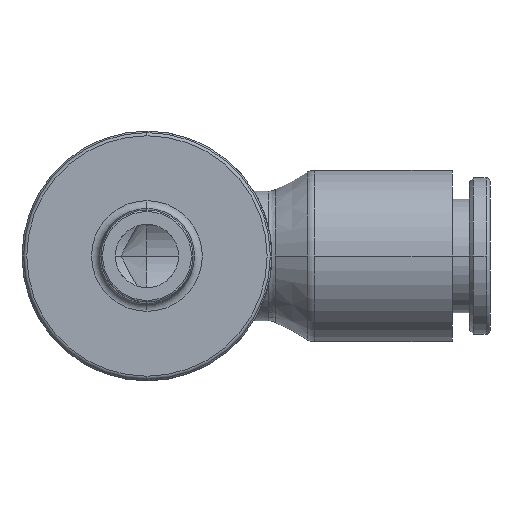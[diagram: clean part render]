
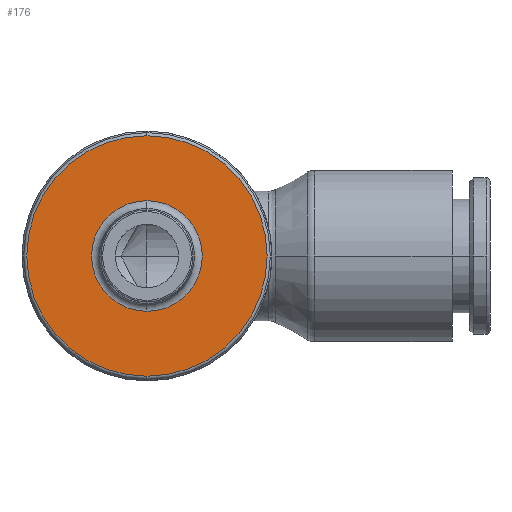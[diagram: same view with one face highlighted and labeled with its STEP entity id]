
A CAD part, front view. The second image highlights one B-rep face of the part: STEP entity #176.
In plain terms, the highlighted planar face has unit normal (0, -1, 0).
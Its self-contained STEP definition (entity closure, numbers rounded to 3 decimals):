
#176=ADVANCED_FACE('',(#455,#456),#457,.T.);
#455=FACE_OUTER_BOUND('',#746,.T.);
#456=FACE_BOUND('',#747,.T.);
#457=PLANE('',#748);
#746=EDGE_LOOP('',(#1834,#1835,#1836));
#747=EDGE_LOOP('',(#1837,#1838,#1839));
#748=AXIS2_PLACEMENT_3D('',#1840,#1841,#1842);
#1834=ORIENTED_EDGE('',*,*,#2287,.F.);
#1835=ORIENTED_EDGE('',*,*,#2288,.F.);
#1836=ORIENTED_EDGE('',*,*,#2008,.F.);
#1837=ORIENTED_EDGE('',*,*,#2015,.T.);
#1838=ORIENTED_EDGE('',*,*,#2286,.T.);
#1839=ORIENTED_EDGE('',*,*,#2016,.T.);
#1840=CARTESIAN_POINT('',(-5.55,17.,0.0));
#1841=DIRECTION('',(0.,-1.0,-0.0));
#1842=DIRECTION('',(1.0,0.,0.0));
#2008=EDGE_CURVE('',#2438,#2440,#2441,.T.);
#2015=EDGE_CURVE('',#2454,#2452,#2455,.T.);
#2016=EDGE_CURVE('',#2446,#2454,#2456,.T.);
#2286=EDGE_CURVE('',#2452,#2446,#2888,.T.);
#2287=EDGE_CURVE('',#2889,#2438,#2890,.T.);
#2288=EDGE_CURVE('',#2440,#2889,#2891,.T.);
#2438=VERTEX_POINT('',#3080);
#2440=VERTEX_POINT('',#3082);
#2441=CIRCLE('',#3083,7.6);
#2446=VERTEX_POINT('',#3088);
#2452=VERTEX_POINT('',#3094);
#2454=VERTEX_POINT('',#3096);
#2455=CIRCLE('',#3097,3.5);
#2456=CIRCLE('',#3098,3.5);
#2888=CIRCLE('',#3874,3.5);
#2889=VERTEX_POINT('',#3875);
#2890=CIRCLE('',#3876,7.6);
#2891=CIRCLE('',#3877,7.6);
#3080=CARTESIAN_POINT('',(0.,17.,7.6));
#3082=CARTESIAN_POINT('',(0.,17.,-7.6));
#3083=AXIS2_PLACEMENT_3D('',#4098,#4099,#4100);
#3088=CARTESIAN_POINT('',(0.,17.,-3.5));
#3094=CARTESIAN_POINT('',(0.,17.,3.5));
#3096=CARTESIAN_POINT('',(-3.5,17.,0.0));
#3097=AXIS2_PLACEMENT_3D('',#4119,#4120,#4121);
#3098=AXIS2_PLACEMENT_3D('',#4122,#4123,#4124);
#3874=AXIS2_PLACEMENT_3D('',#4750,#4751,#4752);
#3875=CARTESIAN_POINT('',(-7.6,17.,0.0));
#3876=AXIS2_PLACEMENT_3D('',#4753,#4754,#4755);
#3877=AXIS2_PLACEMENT_3D('',#4756,#4757,#4758);
#4098=CARTESIAN_POINT('',(0.0,17.,0.0));
#4099=DIRECTION('',(0.0,1.0,0.0));
#4100=DIRECTION('',(-1.0,0.0,0.0));
#4119=CARTESIAN_POINT('',(0.0,17.,0.0));
#4120=DIRECTION('',(0.0,1.0,0.0));
#4121=DIRECTION('',(-1.0,0.0,0.0));
#4122=CARTESIAN_POINT('',(0.0,17.,0.0));
#4123=DIRECTION('',(0.0,1.0,0.0));
#4124=DIRECTION('',(-1.0,0.0,0.0));
#4750=CARTESIAN_POINT('',(0.0,17.,0.0));
#4751=DIRECTION('',(0.0,1.0,0.0));
#4752=DIRECTION('',(-1.0,0.0,0.0));
#4753=CARTESIAN_POINT('',(0.0,17.,0.0));
#4754=DIRECTION('',(0.0,1.0,0.0));
#4755=DIRECTION('',(-1.0,0.0,0.0));
#4756=CARTESIAN_POINT('',(0.0,17.,0.0));
#4757=DIRECTION('',(0.0,1.0,0.0));
#4758=DIRECTION('',(-1.0,0.0,0.0));
